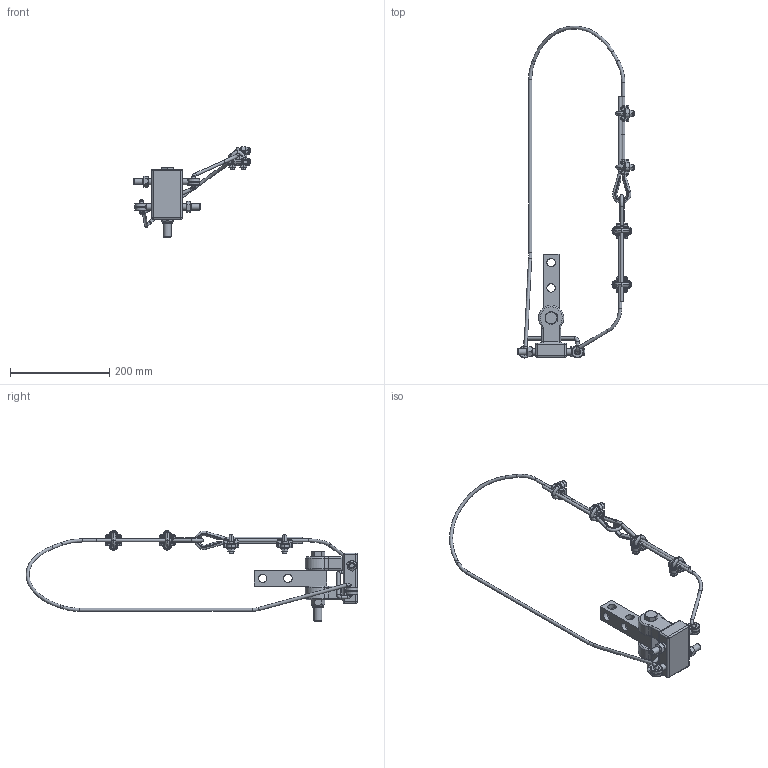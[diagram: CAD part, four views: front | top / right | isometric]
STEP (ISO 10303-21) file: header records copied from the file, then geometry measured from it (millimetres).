
FILE_DESCRIPTION((''),'2;1');
FILE_NAME('25170 ETA-8 BLOCK HANGER.stp','2011-03-28T09:04:03',('jholman'),(''),'Autodesk Inventor 2011','Autodesk Inventor 2011','');
FILE_SCHEMA(('AUTOMOTIVE_DESIGN { 1 0 10303 214 1 1 1 1 }'));
Length unit declared in the file: inch
Products named in the file (16): 25170; 25171; 3D11B5B4C; Prevailing Torque Type Hex Nut - Steel Metric Property Class 5 and 10 - Metric M16 x 2 Metal Type; Hex Cap Screw - Metric M16 x 130; 63020; 3D115FD4B; Prevailing Torque Type Hex Nut - UNC (Regular Thread - Inch)  (IFI) 1/2 - 13 Metal Type; 3D11FIF4C; 3D11XBF4C; 3D11YBF4A; 3D111CF4B; 3D112CF4A; 3D11W3B4B; 3D11J9B4A; Hex Nut - Inch 5/16 - 18
Assembly tree (23 placements, depth 4):
  25170
    25171
      3D11B5B4C
      Prevailing Torque Type Hex Nut - Steel Metric Property Class 5 and 10 - Metric M16 x 2 Metal Type
      Hex Cap Screw - Metric M16 x 130
      63020
      3D115FD4B  x2
      Prevailing Torque Type Hex Nut - UNC (Regular Thread - Inch)  (IFI) 1/2 - 13 Metal Type  x2
    3D11FIF4C
    3D11XBF4C
      3D11YBF4A  x2
      3D111CF4B  x2
      3D112CF4A  x4
        3D11W3B4B
        3D11J9B4A
        Hex Nut - Inch 5/16 - 18
Bounding box: 235.05 x 667.96 x 182.59 mm (x, y, z)
Volume: 649677 mm3; surface area: 180015.3 mm2
Topology: 29 solids, 29 shells, 1325 faces, 3202 edges, 1827 vertices
Faces by surface type: cylinder 461, plane 324, cone 162, torus 158, bspline 156, sphere 64
Full cylindrical faces by diameter (mm): 6.35 x22, 6.401 x8, 10.592 x2, 12.7 x4, 13.494 x2, 13.835 x1, 16 x1, 16.669 x2, 16.993 x9, 20.4 x1, 22.49 x1
Entity records: 18447 total; most frequent: CARTESIAN_POINT 6955, DIRECTION 2412, ORIENTED_EDGE 2166, EDGE_CURVE 1083, AXIS2_PLACEMENT_3D 1039, VERTEX_POINT 662, EDGE_LOOP 611, FACE_OUTER_BOUND 511
